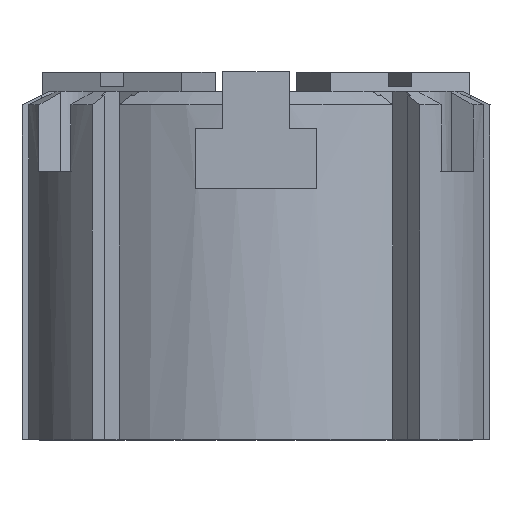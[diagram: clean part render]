
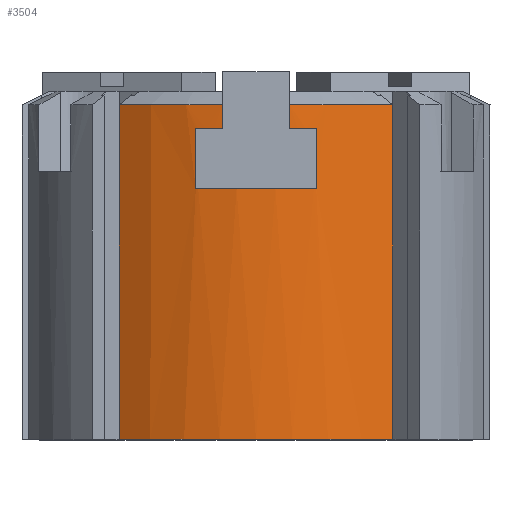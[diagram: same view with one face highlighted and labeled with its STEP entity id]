
A CAD part, top view. The second image highlights one B-rep face of the part: STEP entity #3504.
In plain terms, the highlighted cylindrical face has radius 35 mm (diameter 70 mm), a partial arc.
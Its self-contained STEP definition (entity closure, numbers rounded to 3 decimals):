
#363=FACE_OUTER_BOUND('',#590,.T.);
#590=EDGE_LOOP('',(#2840,#2841,#2842,#2843,#2844,#2845,#2846,#2847,#2848,
#2849,#2850,#2851,#2852,#2853,#2854,#2855));
#822=LINE('',#5680,#1148);
#825=LINE('',#5720,#1151);
#829=LINE('',#5739,#1155);
#861=LINE('',#5807,#1187);
#863=LINE('',#5813,#1189);
#864=LINE('',#5818,#1190);
#1148=VECTOR('',#4464,3.6);
#1151=VECTOR('',#4477,3.6);
#1155=VECTOR('',#4503,50.);
#1187=VECTOR('',#4581,50.);
#1189=VECTOR('',#4587,9.);
#1190=VECTOR('',#4592,9.);
#1457=CIRCLE('',#3786,35.);
#1458=CIRCLE('',#3788,35.);
#1459=CIRCLE('',#3791,35.);
#1460=CIRCLE('',#3793,35.);
#1461=CIRCLE('',#3796,35.);
#1467=CIRCLE('',#3830,35.);
#1468=CIRCLE('',#3831,35.);
#1469=CIRCLE('',#3832,35.);
#1470=CIRCLE('',#3833,35.);
#1471=CIRCLE('',#3834,35.);
#1715=VERTEX_POINT('',#5661);
#1716=VERTEX_POINT('',#5662);
#1718=VERTEX_POINT('',#5667);
#1719=VERTEX_POINT('',#5669);
#1721=VERTEX_POINT('',#5675);
#1722=VERTEX_POINT('',#5686);
#1723=VERTEX_POINT('',#5696);
#1724=VERTEX_POINT('',#5697);
#1727=VERTEX_POINT('',#5718);
#1728=VERTEX_POINT('',#5722);
#1731=VERTEX_POINT('',#5738);
#1744=VERTEX_POINT('',#5806);
#1745=VERTEX_POINT('',#5810);
#1746=VERTEX_POINT('',#5812);
#1747=VERTEX_POINT('',#5815);
#1748=VERTEX_POINT('',#5817);
#2097=EDGE_CURVE('',#1716,#1715,#1457,.T.);
#2100=EDGE_CURVE('',#1718,#1719,#1458,.T.);
#2103=EDGE_CURVE('',#1719,#1721,#822,.T.);
#2106=EDGE_CURVE('',#1721,#1722,#1459,.T.);
#2108=EDGE_CURVE('',#1723,#1724,#1460,.T.);
#2115=EDGE_CURVE('',#1724,#1727,#825,.T.);
#2117=EDGE_CURVE('',#1727,#1728,#1461,.T.);
#2123=EDGE_CURVE('',#1731,#1723,#829,.T.);
#2157=EDGE_CURVE('',#1722,#1744,#861,.T.);
#2159=EDGE_CURVE('',#1728,#1745,#1467,.T.);
#2160=EDGE_CURVE('',#1745,#1746,#863,.T.);
#2161=EDGE_CURVE('',#1746,#1716,#1468,.T.);
#2162=EDGE_CURVE('',#1715,#1747,#1469,.T.);
#2163=EDGE_CURVE('',#1747,#1748,#864,.T.);
#2164=EDGE_CURVE('',#1748,#1718,#1470,.T.);
#2165=EDGE_CURVE('',#1744,#1731,#1471,.T.);
#2840=ORIENTED_EDGE('',*,*,#2117,.T.);
#2841=ORIENTED_EDGE('',*,*,#2159,.T.);
#2842=ORIENTED_EDGE('',*,*,#2160,.T.);
#2843=ORIENTED_EDGE('',*,*,#2161,.T.);
#2844=ORIENTED_EDGE('',*,*,#2097,.T.);
#2845=ORIENTED_EDGE('',*,*,#2162,.T.);
#2846=ORIENTED_EDGE('',*,*,#2163,.T.);
#2847=ORIENTED_EDGE('',*,*,#2164,.T.);
#2848=ORIENTED_EDGE('',*,*,#2100,.T.);
#2849=ORIENTED_EDGE('',*,*,#2103,.T.);
#2850=ORIENTED_EDGE('',*,*,#2106,.T.);
#2851=ORIENTED_EDGE('',*,*,#2157,.T.);
#2852=ORIENTED_EDGE('',*,*,#2165,.T.);
#2853=ORIENTED_EDGE('',*,*,#2123,.T.);
#2854=ORIENTED_EDGE('',*,*,#2108,.T.);
#2855=ORIENTED_EDGE('',*,*,#2115,.T.);
#3375=CYLINDRICAL_SURFACE('',#3829,35.);
#3504=ADVANCED_FACE('',(#363),#3375,.T.);
#3786=AXIS2_PLACEMENT_3D('',#5664,#4453,#4454);
#3788=AXIS2_PLACEMENT_3D('',#5671,#4459,#4460);
#3791=AXIS2_PLACEMENT_3D('',#5691,#4467,#4468);
#3793=AXIS2_PLACEMENT_3D('',#5698,#4471,#4472);
#3796=AXIS2_PLACEMENT_3D('',#5724,#4481,#4482);
#3829=AXIS2_PLACEMENT_3D('',#5809,#4583,#4584);
#3830=AXIS2_PLACEMENT_3D('',#5811,#4585,#4586);
#3831=AXIS2_PLACEMENT_3D('',#5814,#4588,#4589);
#3832=AXIS2_PLACEMENT_3D('',#5816,#4590,#4591);
#3833=AXIS2_PLACEMENT_3D('',#5819,#4593,#4594);
#3834=AXIS2_PLACEMENT_3D('',#5820,#4595,#4596);
#4453=DIRECTION('center_axis',(0.,-1.,0.));
#4454=DIRECTION('ref_axis',(0.,0.,-1.));
#4459=DIRECTION('center_axis',(0.,1.,0.));
#4460=DIRECTION('ref_axis',(0.,0.,-1.));
#4464=DIRECTION('',(0.,1.,0.));
#4467=DIRECTION('center_axis',(0.,-1.,0.));
#4468=DIRECTION('ref_axis',(0.,0.,-1.));
#4471=DIRECTION('center_axis',(0.,-1.,0.));
#4472=DIRECTION('ref_axis',(0.,0.,-1.));
#4477=DIRECTION('',(0.,-1.,0.));
#4481=DIRECTION('center_axis',(0.,1.,0.));
#4482=DIRECTION('ref_axis',(0.,0.,-1.));
#4503=DIRECTION('',(0.,1.,0.));
#4581=DIRECTION('',(0.,-1.,0.));
#4583=DIRECTION('center_axis',(0.,-1.,0.));
#4584=DIRECTION('ref_axis',(0.,0.,-1.));
#4585=DIRECTION('center_axis',(0.,1.,0.));
#4586=DIRECTION('ref_axis',(0.,0.,-1.));
#4587=DIRECTION('',(0.,-1.,0.));
#4588=DIRECTION('center_axis',(0.,-1.,0.));
#4589=DIRECTION('ref_axis',(0.,0.,-1.));
#4590=DIRECTION('center_axis',(0.,-1.,0.));
#4591=DIRECTION('ref_axis',(0.,0.,
1.));
#4592=DIRECTION('',(0.,1.,0.));
#4593=DIRECTION('center_axis',(0.,1.,0.));
#4594=DIRECTION('ref_axis',(0.,0.,-1.));
#4595=DIRECTION('center_axis',(0.,1.,0.));
#4596=DIRECTION('ref_axis',(0.,0.,-1.));
#5661=CARTESIAN_POINT('',(-8.626,37.4,33.92));
#5662=CARTESIAN_POINT('',(8.626,37.4,33.92));
#5664=CARTESIAN_POINT('Origin',(0.,37.4,0.));
#5667=CARTESIAN_POINT('',(-8.626,46.4,33.92));
#5669=CARTESIAN_POINT('',(-5.,46.4,34.641));
#5671=CARTESIAN_POINT('Origin',(0.,46.4,0.));
#5675=CARTESIAN_POINT('',(-5.,50.,34.641));
#5680=CARTESIAN_POINT('',(-5.,52.,34.641));
#5686=CARTESIAN_POINT('',(-20.444,50.,28.409));
#5691=CARTESIAN_POINT('Origin',(0.,50.,0.));
#5696=CARTESIAN_POINT('',(20.444,50.,28.409));
#5697=CARTESIAN_POINT('',(5.,50.,34.641));
#5698=CARTESIAN_POINT('Origin',(0.,50.,0.));
#5718=CARTESIAN_POINT('',(5.,46.4,34.641));
#5720=CARTESIAN_POINT('',(5.,52.,34.641));
#5722=CARTESIAN_POINT('',(8.626,46.4,33.92));
#5724=CARTESIAN_POINT('Origin',(0.,46.4,0.));
#5738=CARTESIAN_POINT('',(20.444,0.,28.409));
#5739=CARTESIAN_POINT('',(20.444,52.,28.409));
#5806=CARTESIAN_POINT('',(-20.444,0.,28.409));
#5807=CARTESIAN_POINT('',(-20.444,52.,28.409));
#5809=CARTESIAN_POINT('Origin',(0.,52.,0.));
#5810=CARTESIAN_POINT('',(9.,46.4,33.823));
#5811=CARTESIAN_POINT('Origin',(0.,46.4,0.));
#5812=CARTESIAN_POINT('',(9.,37.4,33.823));
#5813=CARTESIAN_POINT('',(9.,52.,33.823));
#5814=CARTESIAN_POINT('Origin',(0.,37.4,0.));
#5815=CARTESIAN_POINT('',(-9.,37.4,33.823));
#5816=CARTESIAN_POINT('Origin',(0.,37.4,0.));
#5817=CARTESIAN_POINT('',(-9.,46.4,33.823));
#5818=CARTESIAN_POINT('',(-9.,52.,33.823));
#5819=CARTESIAN_POINT('Origin',(0.,46.4,0.));
#5820=CARTESIAN_POINT('Origin',(0.,0.,0.));
